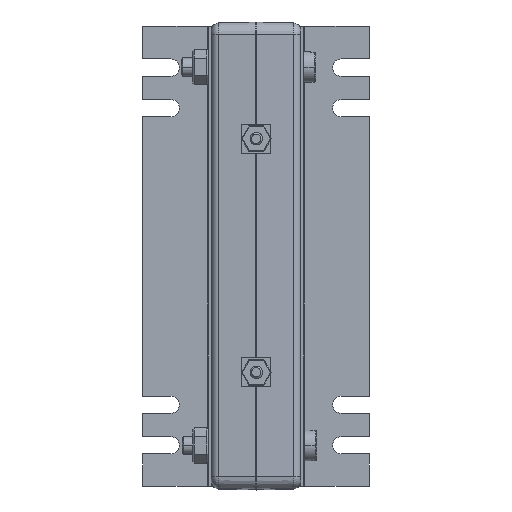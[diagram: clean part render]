
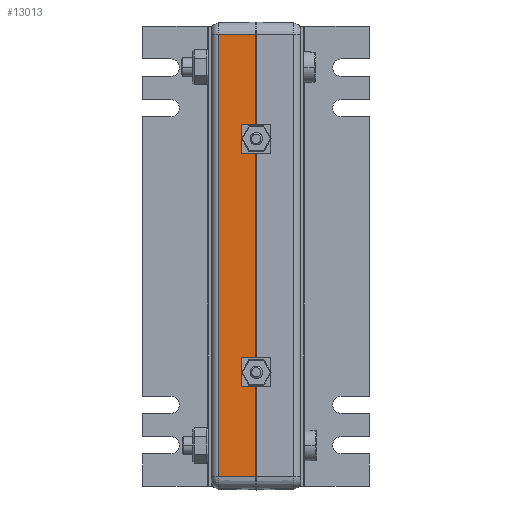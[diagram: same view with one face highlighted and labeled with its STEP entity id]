
A CAD part, top view. The second image highlights one B-rep face of the part: STEP entity #13013.
In plain terms, the highlighted planar face has unit normal (-0.026, 0, 1).
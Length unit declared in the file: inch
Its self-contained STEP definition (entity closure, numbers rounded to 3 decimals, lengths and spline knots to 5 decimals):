
#27 = VERTEX_POINT ( 'NONE', #3057 ) ;
#317 = CARTESIAN_POINT ( 'NONE',  ( 0.50984, -1.5, 3.19656 ) ) ;
#366 = VERTEX_POINT ( 'NONE', #2898 ) ;
#388 = DIRECTION ( 'NONE',  ( 0., -1., 0. ) ) ;
#489 = ORIENTED_EDGE ( 'NONE', *, *, #11367, .F. ) ;
#618 = DIRECTION ( 'NONE',  ( -1., 0., -0.026 ) ) ;
#1085 = EDGE_CURVE ( 'NONE', #366, #5289, #8036, .T. ) ;
#1179 = EDGE_CURVE ( 'NONE', #7918, #1820, #4189, .T. ) ;
#1194 = LINE ( 'NONE', #5366, #7497 ) ;
#1640 = LINE ( 'NONE', #9974, #13140 ) ;
#1820 = VERTEX_POINT ( 'NONE', #2109 ) ;
#1868 = EDGE_CURVE ( 'NONE', #12046, #3448, #12743, .T. ) ;
#1899 = CARTESIAN_POINT ( 'NONE',  ( 0.50984, 1.43929, 3.19656 ) ) ;
#2109 = CARTESIAN_POINT ( 'NONE',  ( 0.6122, -1.60811, 3.19924 ) ) ;
#2121 = CARTESIAN_POINT ( 'NONE',  ( 0.6122, 2.84252, 3.19924 ) ) ;
#2240 = CARTESIAN_POINT ( 'NONE',  ( 0.6122, 0., 3.19924 ) ) ;
#2300 = CARTESIAN_POINT ( 'NONE',  ( 0.50984, -1.56071, 3.19656 ) ) ;
#2466 = ORIENTED_EDGE ( 'NONE', *, *, #1868, .F. ) ;
#2603 = DIRECTION ( 'NONE',  ( 0., -1., 0. ) ) ;
#2716 = EDGE_CURVE ( 'NONE', #12046, #8019, #1640, .T. ) ;
#2801 = CARTESIAN_POINT ( 'NONE',  ( 0.50984, -1.5, 3.19656 ) ) ;
#2852 = CARTESIAN_POINT ( 'NONE',  ( 0.6122, 1.60811, 3.19924 ) ) ;
#2898 = CARTESIAN_POINT ( 'NONE',  ( 0.13522, -2.84252, 3.18675 ) ) ;
#3008 = CARTESIAN_POINT ( 'NONE',  ( 0.6122, -1.39189, 3.19924 ) ) ;
#3057 = CARTESIAN_POINT ( 'NONE',  ( 0.6122, -1.39189, 3.19924 ) ) ;
#3143 = EDGE_CURVE ( 'NONE', #13046, #3448, #13069, .T. ) ;
#3292 = CARTESIAN_POINT ( 'NONE',  ( 0.6122, -2.84252, 3.19924 ) ) ;
#3387 = CARTESIAN_POINT ( 'NONE',  ( 0.6122, -1.60811, 3.19924 ) ) ;
#3448 = VERTEX_POINT ( 'NONE', #2852 ) ;
#3803 = CARTESIAN_POINT ( 'NONE',  ( 0.50984, 1.56071, 3.19656 ) ) ;
#4092 = CARTESIAN_POINT ( 'NONE',  ( 0.50984, -1.43929, 3.19656 ) ) ;
#4189 =( BOUNDED_CURVE ( )  B_SPLINE_CURVE ( 3, ( #317, #2300, #12804, #3387 ),
 .UNSPECIFIED., .F., .T. ) 
 B_SPLINE_CURVE_WITH_KNOTS ( ( 4, 4 ),
 ( 0., 1.51622 ),
 .UNSPECIFIED. ) 
 CURVE ( )  GEOMETRIC_REPRESENTATION_ITEM ( )  RATIONAL_B_SPLINE_CURVE ( ( 1., 0.817, 0.817, 1. ) ) 
 REPRESENTATION_ITEM ( '' )  );
#4384 = LINE ( 'NONE', #4584, #6382 ) ;
#4558 = ORIENTED_EDGE ( 'NONE', *, *, #9401, .T. ) ;
#4584 = CARTESIAN_POINT ( 'NONE',  ( 0.13522, 0., 3.18675 ) ) ;
#4789 =( BOUNDED_CURVE ( )  B_SPLINE_CURVE ( 3, ( #10300, #8183, #1899, #9280 ),
 .UNSPECIFIED., .F., .F. ) 
 B_SPLINE_CURVE_WITH_KNOTS ( ( 4, 4 ),
 ( 4.76696, 6.28319 ),
 .UNSPECIFIED. ) 
 CURVE ( )  GEOMETRIC_REPRESENTATION_ITEM ( )  RATIONAL_B_SPLINE_CURVE ( ( 1., 0.817, 0.817, 1. ) ) 
 REPRESENTATION_ITEM ( '' )  );
#4971 = DIRECTION ( 'NONE',  ( 1., 0., 0.026 ) ) ;
#5289 = VERTEX_POINT ( 'NONE', #3292 ) ;
#5366 = CARTESIAN_POINT ( 'NONE',  ( 0.6122, 0., 3.19924 ) ) ;
#5674 = DIRECTION ( 'NONE',  ( 0., -1., 0. ) ) ;
#5848 = CARTESIAN_POINT ( 'NONE',  ( 0.6122, 1.60811, 3.19924 ) ) ;
#5900 = ORIENTED_EDGE ( 'NONE', *, *, #1085, .T. ) ;
#6018 = CARTESIAN_POINT ( 'NONE',  ( 0.13522, 2.84252, 3.18675 ) ) ;
#6067 = CARTESIAN_POINT ( 'NONE',  ( 0.61417, -2.84252, 3.19929 ) ) ;
#6262 = ORIENTED_EDGE ( 'NONE', *, *, #10782, .F. ) ;
#6313 = ORIENTED_EDGE ( 'NONE', *, *, #2716, .T. ) ;
#6382 = VECTOR ( 'NONE', #5674, 39.37008 ) ;
#6559 = CARTESIAN_POINT ( 'NONE',  ( 0.61417, 0., 3.19929 ) ) ;
#6968 = CARTESIAN_POINT ( 'NONE',  ( 0.50984, 1.5, 3.19656 ) ) ;
#7497 = VECTOR ( 'NONE', #8229, 39.37008 ) ;
#7591 = FACE_OUTER_BOUND ( 'NONE', #13374, .T. ) ;
#7732 = PLANE ( 'NONE',  #13221 ) ;
#7838 = CARTESIAN_POINT ( 'NONE',  ( 0.50984, 1.5, 3.19656 ) ) ;
#7918 = VERTEX_POINT ( 'NONE', #2801 ) ;
#8019 = VERTEX_POINT ( 'NONE', #6018 ) ;
#8025 = CARTESIAN_POINT ( 'NONE',  ( 0.6122, 1.39189, 3.19924 ) ) ;
#8036 = LINE ( 'NONE', #6067, #9025 ) ;
#8183 = CARTESIAN_POINT ( 'NONE',  ( 0.55158, 1.3952, 3.19765 ) ) ;
#8206 = ORIENTED_EDGE ( 'NONE', *, *, #12113, .F. ) ;
#8229 = DIRECTION ( 'NONE',  ( 0., -1., 0. ) ) ;
#8260 = CARTESIAN_POINT ( 'NONE',  ( 0.50984, -1.5, 3.19656 ) ) ;
#8816 = LINE ( 'NONE', #13097, #10355 ) ;
#8819 = DIRECTION ( 'NONE',  ( 1., 0., 0.026 ) ) ;
#9025 = VECTOR ( 'NONE', #4971, 39.37008 ) ;
#9061 = CARTESIAN_POINT ( 'NONE',  ( 0.55158, 1.6048, 3.19765 ) ) ;
#9280 = CARTESIAN_POINT ( 'NONE',  ( 0.50984, 1.5, 3.19656 ) ) ;
#9299 = VECTOR ( 'NONE', #388, 39.37008 ) ;
#9401 = EDGE_CURVE ( 'NONE', #11217, #13046, #4789, .T. ) ;
#9974 = CARTESIAN_POINT ( 'NONE',  ( 0.61417, 2.84252, 3.19929 ) ) ;
#10300 = CARTESIAN_POINT ( 'NONE',  ( 0.6122, 1.39189, 3.19924 ) ) ;
#10355 = VECTOR ( 'NONE', #2603, 39.37008 ) ;
#10782 = EDGE_CURVE ( 'NONE', #1820, #5289, #8816, .T. ) ;
#10864 = DIRECTION ( 'NONE',  ( -0.026, 0., 1. ) ) ;
#11004 =( BOUNDED_CURVE ( )  B_SPLINE_CURVE ( 3, ( #3008, #11335, #4092, #8260 ),
 .UNSPECIFIED., .F., .F. ) 
 B_SPLINE_CURVE_WITH_KNOTS ( ( 4, 4 ),
 ( 4.76696, 6.28319 ),
 .UNSPECIFIED. ) 
 CURVE ( )  GEOMETRIC_REPRESENTATION_ITEM ( )  RATIONAL_B_SPLINE_CURVE ( ( 1., 0.817, 0.817, 1. ) ) 
 REPRESENTATION_ITEM ( '' )  );
#11217 = VERTEX_POINT ( 'NONE', #8025 ) ;
#11335 = CARTESIAN_POINT ( 'NONE',  ( 0.55158, -1.3952, 3.19765 ) ) ;
#11367 = EDGE_CURVE ( 'NONE', #11217, #27, #1194, .T. ) ;
#11852 = EDGE_CURVE ( 'NONE', #8019, #366, #4384, .T. ) ;
#12046 = VERTEX_POINT ( 'NONE', #2121 ) ;
#12113 = EDGE_CURVE ( 'NONE', #27, #7918, #11004, .T. ) ;
#12448 = ORIENTED_EDGE ( 'NONE', *, *, #3143, .T. ) ;
#12637 = ORIENTED_EDGE ( 'NONE', *, *, #1179, .F. ) ;
#12743 = LINE ( 'NONE', #2240, #9299 ) ;
#12804 = CARTESIAN_POINT ( 'NONE',  ( 0.55158, -1.6048, 3.19765 ) ) ;
#13013 = ADVANCED_FACE ( 'NONE', ( #7591 ), #7732, .T. ) ;
#13046 = VERTEX_POINT ( 'NONE', #6968 ) ;
#13066 = ORIENTED_EDGE ( 'NONE', *, *, #11852, .T. ) ;
#13069 =( BOUNDED_CURVE ( )  B_SPLINE_CURVE ( 3, ( #7838, #3803, #9061, #5848 ),
 .UNSPECIFIED., .F., .T. ) 
 B_SPLINE_CURVE_WITH_KNOTS ( ( 4, 4 ),
 ( 0., 1.51622 ),
 .UNSPECIFIED. ) 
 CURVE ( )  GEOMETRIC_REPRESENTATION_ITEM ( )  RATIONAL_B_SPLINE_CURVE ( ( 1., 0.817, 0.817, 1. ) ) 
 REPRESENTATION_ITEM ( '' )  );
#13097 = CARTESIAN_POINT ( 'NONE',  ( 0.6122, 0., 3.19924 ) ) ;
#13140 = VECTOR ( 'NONE', #618, 39.37008 ) ;
#13221 = AXIS2_PLACEMENT_3D ( 'NONE', #6559, #10864, #8819 ) ;
#13374 = EDGE_LOOP ( 'NONE', ( #5900, #6262, #12637, #8206, #489, #4558, #12448, #2466, #6313, #13066 ) ) ;
